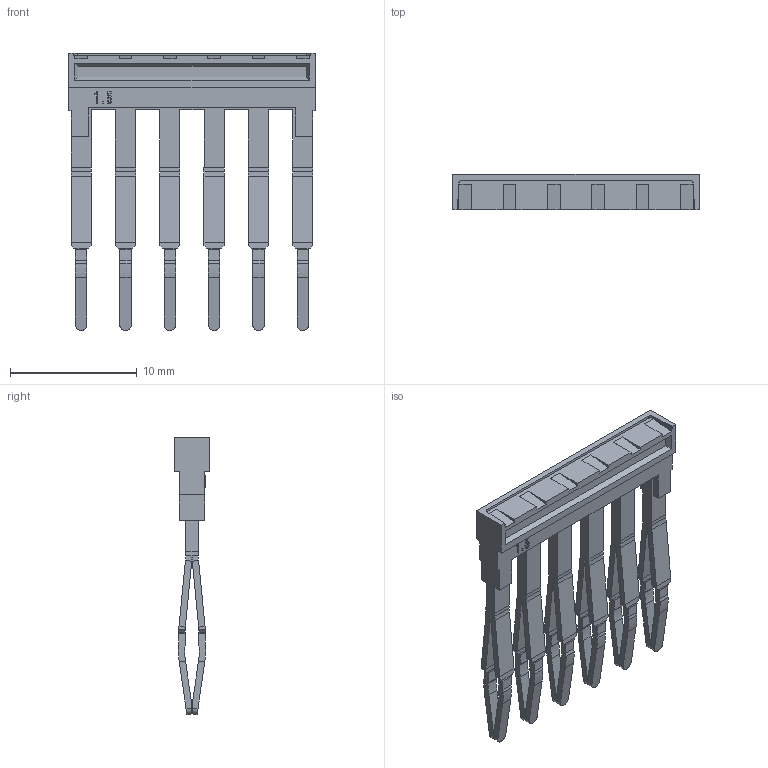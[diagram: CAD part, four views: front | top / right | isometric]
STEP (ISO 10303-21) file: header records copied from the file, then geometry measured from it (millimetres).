
FILE_DESCRIPTION(('CATIA V5R20 STEP214','CAx-IF Rec.Pracs.--- Model Styling and Organization---1.2---2011-12-15'),'2;1');
FILE_NAME ('8496640_2', '2015-12-02T15:37:31+00:00', ('Weidmueller Interface'), ('Weidmueller'), 'CATIA Version 5-6 Release 2014 SP4', 'CATIA V5 STEP AP214', 'none');
FILE_SCHEMA(('AUTOMOTIVE_DESIGN { 1 0 10303 214 1 1 1 1 }'));
Length unit declared in the file: millimetre
Products named in the file (1): 1985730000_ZQV_1-5N_6_RD
Bounding box: 19.5 x 2.8 x 21.9 mm (x, y, z)
Volume: 332.6 mm3; surface area: 1051.2 mm2
Topology: 2 solids, 2 shells, 568 faces, 1469 edges, 910 vertices
Faces by surface type: plane 446, cylinder 98, bspline 24
Entity records: 15748 total; most frequent: CARTESIAN_POINT 3381, ORIENTED_EDGE 2938, DIRECTION 1899, EDGE_CURVE 1469, VECTOR 1101, LINE 1101, VERTEX_POINT 910, EDGE_LOOP 573
